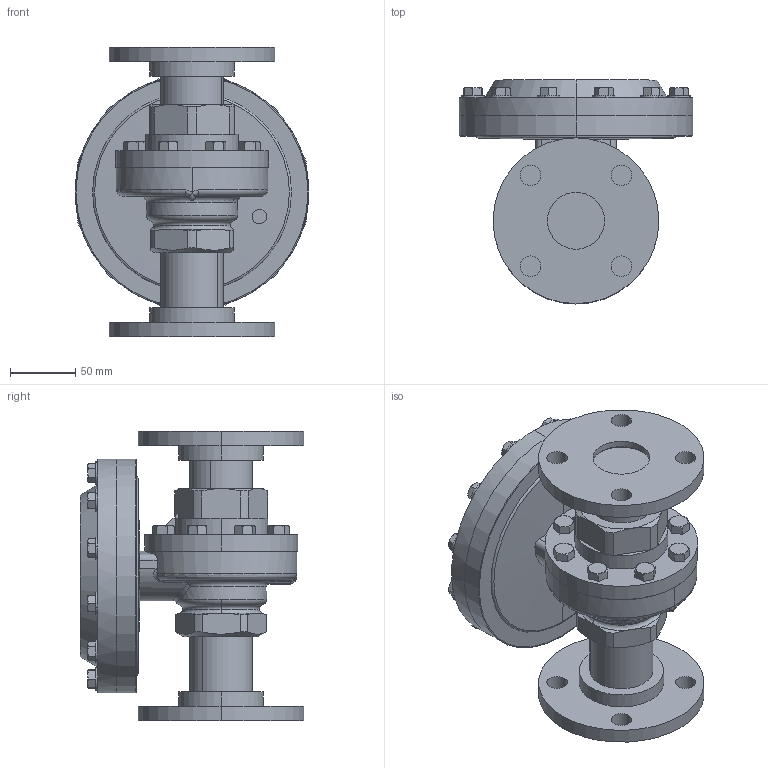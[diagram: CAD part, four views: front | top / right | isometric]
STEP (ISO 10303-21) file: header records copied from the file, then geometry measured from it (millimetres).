
FILE_DESCRIPTION (( 'STEP AP203' ), '1' );
FILE_NAME ('56-150-BR+DI-F5.step', '2017-10-04T15:18:39', ( '' ), ( '' ), 'SwSTEP 2.0', 'SolidWorks 2014', '' );
FILE_SCHEMA (( 'CONFIG_CONTROL_DESIGN' ));
Length unit declared in the file: inch
Products named in the file (1): 56-150-BR+DI-F5
Bounding box: 179.32 x 171.54 x 222.25 mm (x, y, z)
Volume: 2113894.7 mm3; surface area: 222825.4 mm2
Topology: 2 solids, 2 shells, 533 faces, 1267 edges, 803 vertices
Faces by surface type: plane 248, cone 155, cylinder 107, torus 13, bspline 10
Entity records: 17650 total; most frequent: CARTESIAN_POINT 5478, ORIENTED_EDGE 2532, DIRECTION 2473, EDGE_CURVE 1266, AXIS2_PLACEMENT_3D 1008, VERTEX_POINT 803, EDGE_LOOP 615, ADVANCED_FACE 533
